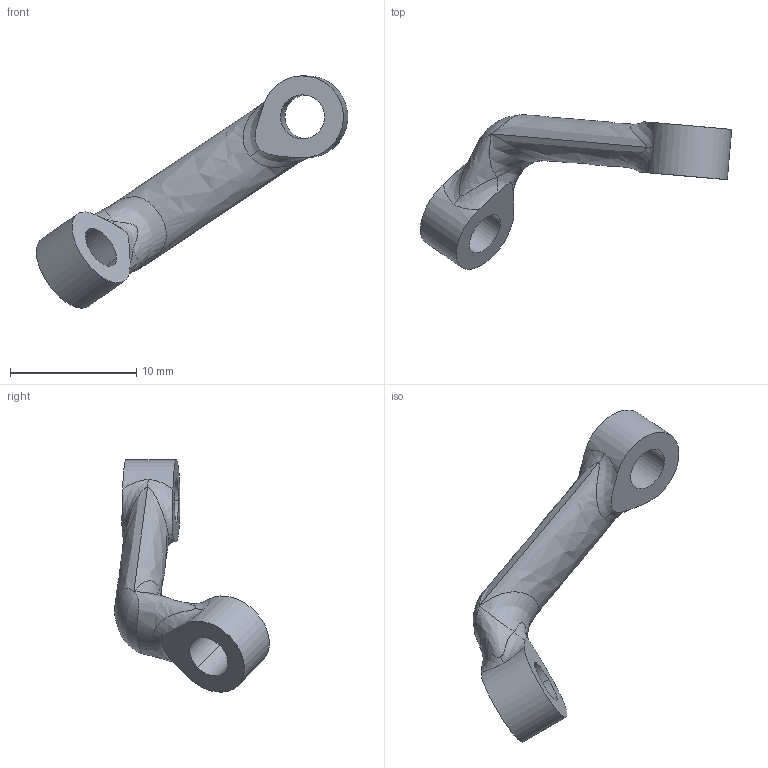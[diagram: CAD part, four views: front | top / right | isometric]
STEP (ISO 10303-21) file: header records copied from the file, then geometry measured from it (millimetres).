
FILE_DESCRIPTION((''),'2;1');
FILE_NAME('LINK_1','2020-07-08T13:17:38',('EMassa'),(''),'CREO PARAMETRIC BY PTC INC, 2019344','CREO PARAMETRIC BY PTC INC, 2019344','');
FILE_SCHEMA(('CONFIG_CONTROL_DESIGN'));
Length unit declared in the file: millimetre
Products named in the file (1): LINK_1
Bounding box: 24.69 x 12.27 x 18.4 mm (x, y, z)
Volume: 484 mm3; surface area: 585.3 mm2
Topology: 1 solids, 1 shells, 26 faces, 66 edges, 40 vertices
Faces by surface type: bspline 13, cylinder 6, plane 4, extrusion 3
Entity records: 2873 total; most frequent: CARTESIAN_POINT 2302, ORIENTED_EDGE 128, DIRECTION 81, EDGE_CURVE 64, VERTEX_POINT 40, AXIS2_PLACEMENT_3D 36, B_SPLINE_CURVE_WITH_KNOTS 35, EDGE_LOOP 30
